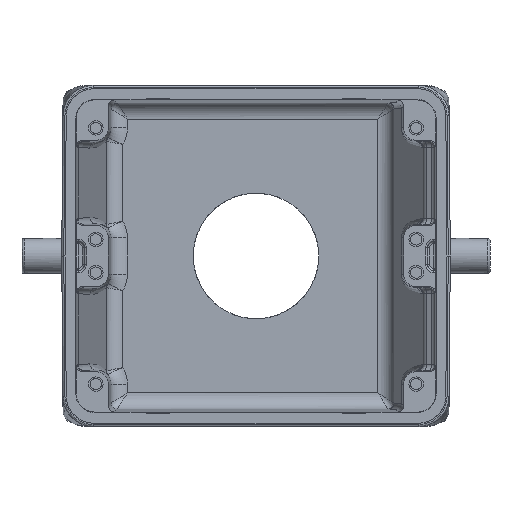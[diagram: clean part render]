
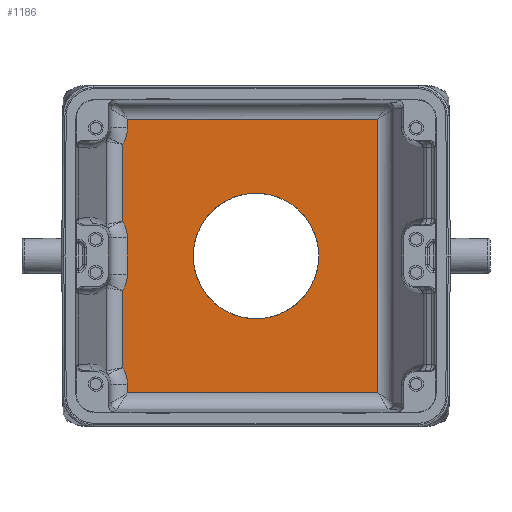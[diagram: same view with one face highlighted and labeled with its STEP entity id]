
A CAD part, front view. The second image highlights one B-rep face of the part: STEP entity #1186.
In plain terms, the highlighted planar face has unit normal (0, -1, 0).
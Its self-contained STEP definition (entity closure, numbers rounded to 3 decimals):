
#1186=ADVANCED_FACE('',(#1785,#1786),#1488,.F.);
#1488=PLANE('',#8621);
#1785=FACE_BOUND('',#2152,.T.);
#1786=FACE_BOUND('',#2153,.T.);
#2152=EDGE_LOOP('',(#5106));
#2153=EDGE_LOOP('',(#5107,#5108,#5109,#5110,#5111,#5112,#5113,#5114,#5115,
#5116,#5117,#5118));
#2549=LINE('',#12230,#3224);
#2563=LINE('',#12468,#3238);
#2564=LINE('',#12472,#3239);
#2579=LINE('',#12833,#3254);
#2581=LINE('',#12839,#3256);
#2762=LINE('',#13910,#3437);
#2763=LINE('',#14027,#3438);
#2764=LINE('',#14149,#3439);
#3224=VECTOR('',#9562,1.);
#3238=VECTOR('',#9620,1.);
#3239=VECTOR('',#9625,1.);
#3254=VECTOR('',#9702,1.);
#3256=VECTOR('',#9708,1.);
#3437=VECTOR('',#10357,1.);
#3438=VECTOR('',#10360,1.);
#3439=VECTOR('',#10365,1.);
#5106=ORIENTED_EDGE('',*,*,#7469,.F.);
#5107=ORIENTED_EDGE('',*,*,#7060,.F.);
#5108=ORIENTED_EDGE('',*,*,#7167,.T.);
#5109=ORIENTED_EDGE('',*,*,#7147,.F.);
#5110=ORIENTED_EDGE('',*,*,#7157,.T.);
#5111=ORIENTED_EDGE('',*,*,#7144,.F.);
#5112=ORIENTED_EDGE('',*,*,#7142,.T.);
#5113=ORIENTED_EDGE('',*,*,#7095,.F.);
#5114=ORIENTED_EDGE('',*,*,#7105,.T.);
#5115=ORIENTED_EDGE('',*,*,#7093,.F.);
#5116=ORIENTED_EDGE('',*,*,#7461,.F.);
#5117=ORIENTED_EDGE('',*,*,#7464,.F.);
#5118=ORIENTED_EDGE('',*,*,#7468,.F.);
#6252=VERTEX_POINT('',#12110);
#6254=VERTEX_POINT('',#12229);
#6277=VERTEX_POINT('',#12356);
#6279=VERTEX_POINT('',#12469);
#6280=VERTEX_POINT('',#12473);
#6281=VERTEX_POINT('',#12474);
#6309=VERTEX_POINT('',#12830);
#6310=VERTEX_POINT('',#12834);
#6312=VERTEX_POINT('',#12840);
#6313=VERTEX_POINT('',#12841);
#6481=VERTEX_POINT('',#13909);
#6482=VERTEX_POINT('',#14026);
#6484=VERTEX_POINT('',#14152);
#7060=EDGE_CURVE('',#6254,#6252,#2549,.T.);
#7093=EDGE_CURVE('',#6277,#6279,#2563,.T.);
#7095=EDGE_CURVE('',#6280,#6281,#2564,.T.);
#7105=EDGE_CURVE('',#6280,#6279,#7943,.T.);
#7142=EDGE_CURVE('',#6309,#6281,#7953,.T.);
#7144=EDGE_CURVE('',#6309,#6310,#2579,.T.);
#7147=EDGE_CURVE('',#6312,#6313,#2581,.T.);
#7157=EDGE_CURVE('',#6312,#6310,#7957,.T.);
#7167=EDGE_CURVE('',#6254,#6313,#7959,.T.);
#7461=EDGE_CURVE('',#6481,#6277,#2762,.T.);
#7464=EDGE_CURVE('',#6482,#6481,#2763,.T.);
#7468=EDGE_CURVE('',#6252,#6482,#2764,.T.);
#7469=EDGE_CURVE('',#6484,#6484,#8030,.T.);
#7943=CIRCLE('',#8351,7.646);
#7953=CIRCLE('',#8377,7.646);
#7957=CIRCLE('',#8384,7.646);
#7959=CIRCLE('',#8390,7.646);
#8030=CIRCLE('',#8620,15.2);
#8351=AXIS2_PLACEMENT_3D('',#12611,#9631,#9632);
#8377=AXIS2_PLACEMENT_3D('',#12829,#9696,#9697);
#8384=AXIS2_PLACEMENT_3D('',#12986,#9714,#9715);
#8390=AXIS2_PLACEMENT_3D('',#13102,#9728,#9729);
#8620=AXIS2_PLACEMENT_3D('',#14151,#10368,#10369);
#8621=AXIS2_PLACEMENT_3D('',#14153,#10370,#10371);
#9562=DIRECTION('',(0.,0.,1.));
#9620=DIRECTION('',(0.,0.,1.));
#9625=DIRECTION('',(0.,0.,1.));
#9631=DIRECTION('',(0.,1.,0.));
#9632=DIRECTION('',(0.,0.,1.));
#9696=DIRECTION('',(0.,1.,0.));
#9697=DIRECTION('',(0.,0.,1.));
#9702=DIRECTION('',(0.,0.,1.));
#9708=DIRECTION('',(0.,0.,1.));
#9714=DIRECTION('',(0.,1.,0.));
#9715=DIRECTION('',(0.,0.,1.));
#9728=DIRECTION('',(0.,1.,0.));
#9729=DIRECTION('',(0.,0.,1.));
#10357=DIRECTION('',(-1.,0.,0.));
#10360=DIRECTION('',(0.,0.,-1.));
#10365=DIRECTION('',(1.,0.,0.));
#10368=DIRECTION('',(0.,-1.,0.));
#10369=DIRECTION('',(1.,0.,0.));
#10370=DIRECTION('',(0.,1.,0.));
#10371=DIRECTION('',(-1.,0.,0.));
#12110=CARTESIAN_POINT('',(-31.104,40.,33.104));
#12229=CARTESIAN_POINT('',(-31.104,40.,31.));
#12230=CARTESIAN_POINT('',(-31.104,40.,31.));
#12356=CARTESIAN_POINT('',(-31.104,40.,-33.104));
#12468=CARTESIAN_POINT('',(-31.104,40.,-33.104));
#12469=CARTESIAN_POINT('',(-31.104,40.,-31.));
#12472=CARTESIAN_POINT('',(-32.225,40.,-27.015));
#12473=CARTESIAN_POINT('',(-32.225,40.,-27.015));
#12474=CARTESIAN_POINT('',(-32.225,40.,-8.385));
#12611=CARTESIAN_POINT('',(-38.75,40.,-31.));
#12829=CARTESIAN_POINT('',(-38.75,40.,-4.4));
#12830=CARTESIAN_POINT('',(-31.104,40.,-4.4));
#12833=CARTESIAN_POINT('',(-31.104,40.,-4.4));
#12834=CARTESIAN_POINT('',(-31.104,40.,4.4));
#12839=CARTESIAN_POINT('',(-32.225,40.,8.385));
#12840=CARTESIAN_POINT('',(-32.225,40.,8.385));
#12841=CARTESIAN_POINT('',(-32.225,40.,27.015));
#12986=CARTESIAN_POINT('',(-38.75,40.,4.4));
#13102=CARTESIAN_POINT('',(-38.75,40.,31.));
#13909=CARTESIAN_POINT('',(29.448,40.,-33.104));
#13910=CARTESIAN_POINT('',(32.925,40.,-33.104));
#14026=CARTESIAN_POINT('',(29.448,40.,33.104));
#14027=CARTESIAN_POINT('',(29.448,40.,-37.75));
#14149=CARTESIAN_POINT('',(35.75,40.,33.104));
#14151=CARTESIAN_POINT('',(0.,40.,0.));
#14152=CARTESIAN_POINT('',(15.2,40.,0.));
#14153=CARTESIAN_POINT('',(32.925,40.,-37.75));
